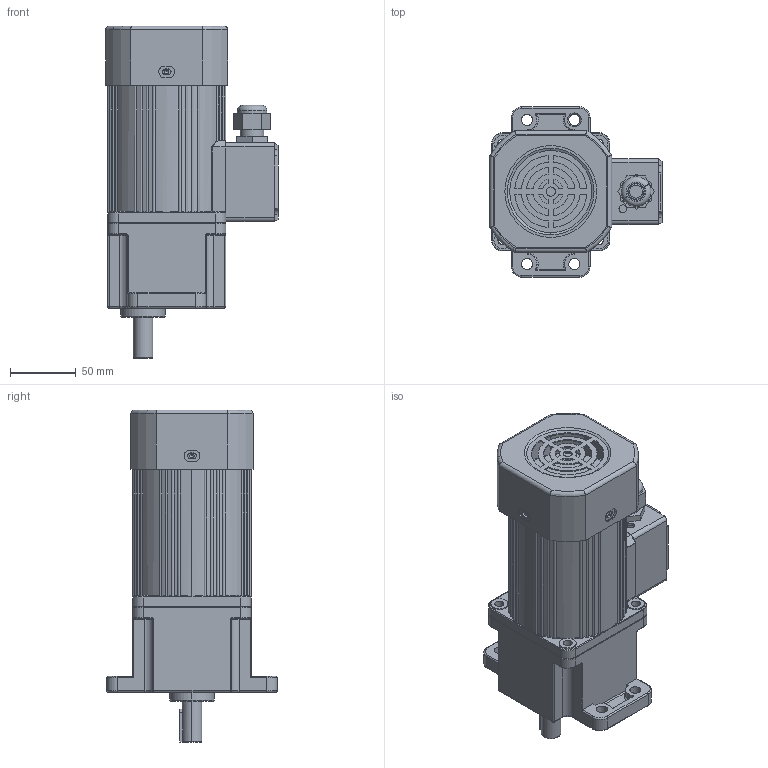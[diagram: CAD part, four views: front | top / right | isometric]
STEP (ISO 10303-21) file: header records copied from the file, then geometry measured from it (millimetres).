
FILE_DESCRIPTION (( 'STEP AP203' ), '1' );
FILE_NAME ('5IK90-140R-T+5GU3-750K.STEP', '2020-01-10T00:52:56', ( 'Sky123.Org' ), ( 'Sky123.Org' ), 'SwSTEP 2.0', 'SolidWorks 2014', '' );
FILE_SCHEMA (( 'CONFIG_CONTROL_DESIGN' ));
Length unit declared in the file: millimetre
Products named in the file (9): 5GU3-750K; 90酗瑞欶褲; 5IK90-140R-T+5GU3-750K; 5IK90-140A; 峚倰萇儂諉盄碟02; NPT1-2萇擢芛; NPT1-2つ踡芛; NPT1-2萇擢芛蚾饜极
Assembly tree (8 placements, depth 3):
  5IK90-140R-T+5GU3-750K
    5IK90-140A
    峚倰萇儂諉盄碟02
    NPT1-2萇擢芛蚾饜极
      NPT1-2萇擢芛
      NPT1-2つ踡芛
    5GU3-750K
      5GU3-750K
    90酗瑞欶褲
Bounding box: 131.5 x 130 x 253 mm (x, y, z)
Volume: 1333054.2 mm3; surface area: 181632.8 mm2
Topology: 6 solids, 6 shells, 936 faces, 2455 edges, 1524 vertices
Faces by surface type: cylinder 364, plane 340, torus 138, cone 48, bspline 34, sphere 12
Entity records: 31826 total; most frequent: CARTESIAN_POINT 7785, DIRECTION 4965, ORIENTED_EDGE 4814, EDGE_CURVE 2407, AXIS2_PLACEMENT_3D 1910, VERTEX_POINT 1524, VECTOR 1145, LINE 1145
